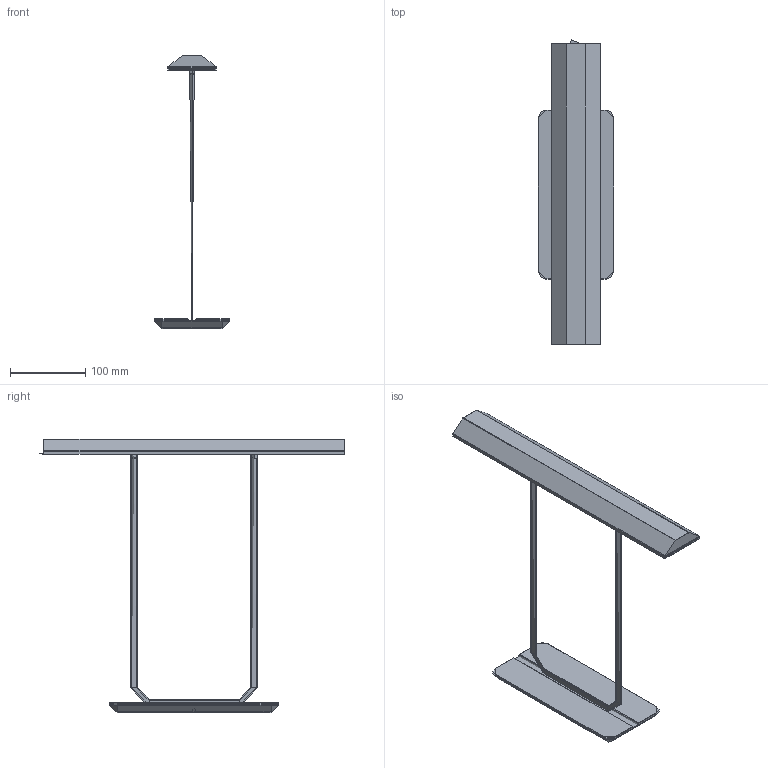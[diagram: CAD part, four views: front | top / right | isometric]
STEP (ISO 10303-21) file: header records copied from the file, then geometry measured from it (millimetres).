
FILE_DESCRIPTION(/* description */ (''),/* implementation_level */ '2;1');
FILE_NAME(/* name */ '3D 005200_Tempio',/* time_stamp */ '2018-07-12T15:31:39+02:00',/* author */ (''),/* organization */ (''),/* preprocessor_version */ 'ST-DEVELOPER v10',/* originating_system */ '',/* authorisation */ '');
FILE_SCHEMA (('AUTOMOTIVE_DESIGN'));
Length unit declared in the file: millimetre
Products named in the file (1): 1
Bounding box: 100 x 405.62 x 364.35 mm (x, y, z)
Volume: 458665.8 mm3; surface area: 282571.3 mm2
Topology: 5 solids, 7 shells, 154 faces, 380 edges, 241 vertices
Faces by surface type: bspline 109, plane 45
Entity records: 4866 total; most frequent: CARTESIAN_POINT 2600, ORIENTED_EDGE 728, EDGE_CURVE 370, VERTEX_POINT 231, B_SPLINE_CURVE_WITH_KNOTS 180, EDGE_LOOP 164, ADVANCED_FACE 154, FACE_OUTER_BOUND 154
